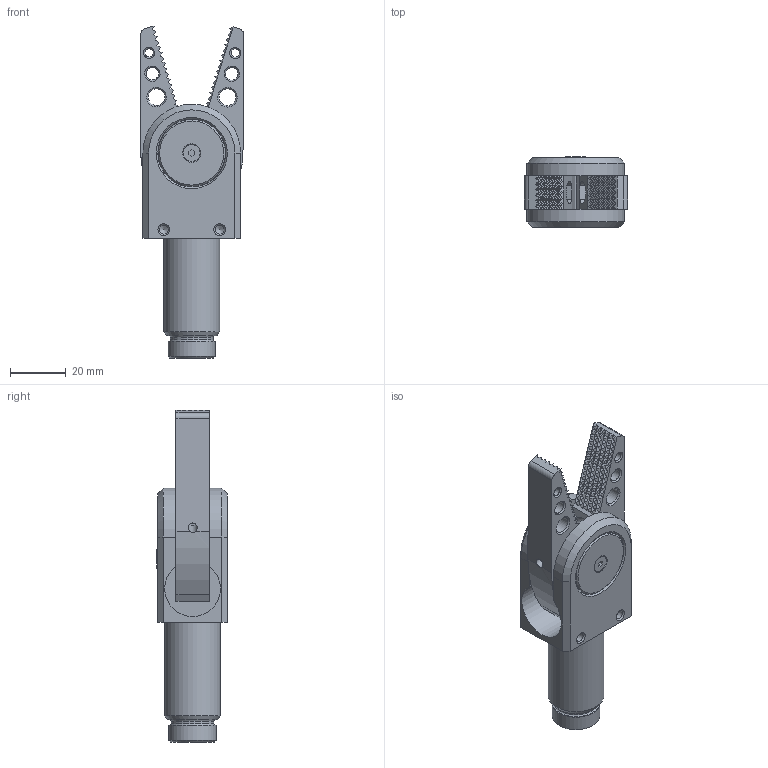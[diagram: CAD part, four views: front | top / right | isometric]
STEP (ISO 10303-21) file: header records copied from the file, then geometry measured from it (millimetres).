
FILE_DESCRIPTION(/* description */ (''),/* implementation_level */ '2;1');
FILE_NAME(/* name */ 'GR04.130_Kd.stp',/* time_stamp */ '2018-08-02T17:55:45+02:00',/* author */ ('JMolter'),/* organization */ (''),/* preprocessor_version */ 'ST-DEVELOPER v16.13',/* originating_system */ 'Autodesk Inventor 2018',/* authorisation */ '');
FILE_SCHEMA (('AUTOMOTIVE_DESIGN { 1 0 10303 214 3 1 1 }'));
Length unit declared in the file: millimetre
Products named in the file (1): GR04.130_Kd
Bounding box: 37.05 x 25.4 x 119.06 mm (x, y, z)
Surface area: 23117.7 mm2 (no closed solid volume)
Topology: 0 solids, 8 shells, 955 faces, 1608 edges, 679 vertices
Faces by surface type: plane 870, cylinder 43, cone 40, torus 2
Full cylindrical faces by diameter (mm): 2 x2, 2.459 x1, 3 x3, 3.2 x1, 3.242 x3, 4 x8, 4.134 x1, 4.5 x2, 5 x1, 6 x3, 8 x3, 8.566 x1, 9 x1, 15.3 x1, 17 x1, 19.95 x1, 24 x1, 24.5 x1
Entity records: 21053 total; most frequent: DIRECTION 3561, CARTESIAN_POINT 3157, ORIENTED_EDGE 3046, EDGE_CURVE 1523, LINE 1395, VECTOR 1395, AXIS2_PLACEMENT_3D 1083, EDGE_LOOP 1070
